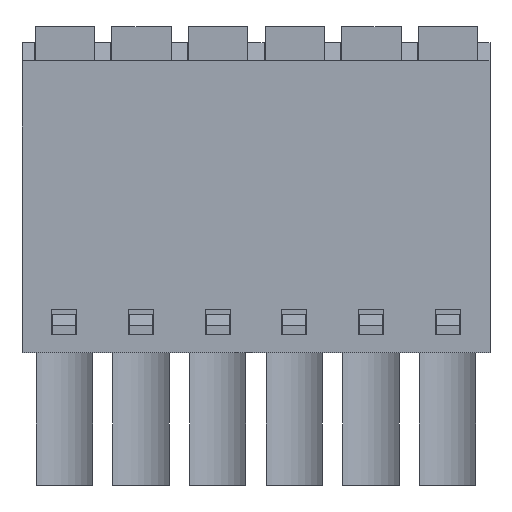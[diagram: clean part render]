
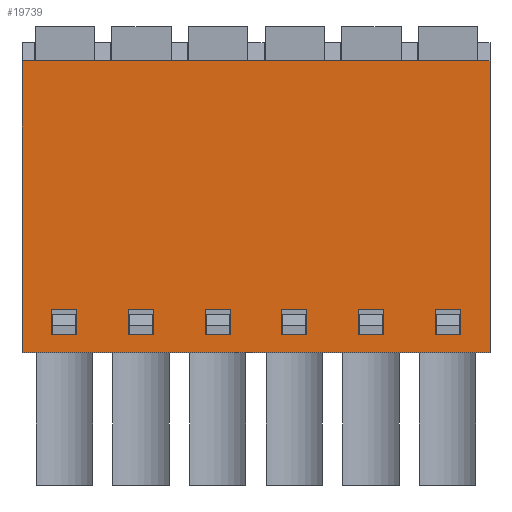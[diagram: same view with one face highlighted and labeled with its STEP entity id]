
A CAD part, front view. The second image highlights one B-rep face of the part: STEP entity #19739.
In plain terms, the highlighted planar face has unit normal (0, -1, 0).
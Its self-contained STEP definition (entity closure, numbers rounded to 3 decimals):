
#471=LINE('',#27758,#2978);
#624=LINE('',#28057,#3131);
#676=LINE('',#28154,#3183);
#860=LINE('',#28565,#3367);
#967=LINE('',#28828,#3474);
#1074=LINE('',#29091,#3581);
#1181=LINE('',#29354,#3688);
#1290=LINE('',#29647,#3797);
#1297=LINE('',#29664,#3804);
#1298=LINE('',#29666,#3805);
#1299=LINE('',#29668,#3806);
#1300=LINE('',#29669,#3807);
#1301=LINE('',#29671,#3808);
#1302=LINE('',#29673,#3809);
#1303=LINE('',#29674,#3810);
#1304=LINE('',#29676,#3811);
#1305=LINE('',#29678,#3812);
#1306=LINE('',#29679,#3813);
#1307=LINE('',#29681,#3814);
#1308=LINE('',#29683,#3815);
#1309=LINE('',#29684,#3816);
#1310=LINE('',#29686,#3817);
#1311=LINE('',#29688,#3818);
#1312=LINE('',#29689,#3819);
#1313=LINE('',#29691,#3820);
#1314=LINE('',#29693,#3821);
#1315=LINE('',#29694,#3822);
#1316=LINE('',#29695,#3823);
#2978=VECTOR('',#22315,1000.);
#3131=VECTOR('',#22482,1000.);
#3183=VECTOR('',#22538,1000.);
#3367=VECTOR('',#22828,1000.);
#3474=VECTOR('',#23041,1000.);
#3581=VECTOR('',#23254,1000.);
#3688=VECTOR('',#23467,1000.);
#3797=VECTOR('',#23690,1000.);
#3804=VECTOR('',#23707,1000.);
#3805=VECTOR('',#23708,1000.);
#3806=VECTOR('',#23709,1000.);
#3807=VECTOR('',#23710,1000.);
#3808=VECTOR('',#23711,1000.);
#3809=VECTOR('',#23712,1000.);
#3810=VECTOR('',#23713,1000.);
#3811=VECTOR('',#23714,1000.);
#3812=VECTOR('',#23715,1000.);
#3813=VECTOR('',#23716,1000.);
#3814=VECTOR('',#23717,1000.);
#3815=VECTOR('',#23718,1000.);
#3816=VECTOR('',#23719,1000.);
#3817=VECTOR('',#23720,1000.);
#3818=VECTOR('',#23721,1000.);
#3819=VECTOR('',#23722,1000.);
#3820=VECTOR('',#23723,1000.);
#3821=VECTOR('',#23724,1000.);
#3822=VECTOR('',#23725,1000.);
#3823=VECTOR('',#23726,1000.);
#6796=ORIENTED_EDGE('',*,*,#11625,.F.);
#6797=ORIENTED_EDGE('',*,*,#12351,.F.);
#6798=ORIENTED_EDGE('',*,*,#12352,.F.);
#6799=ORIENTED_EDGE('',*,*,#12353,.F.);
#6800=ORIENTED_EDGE('',*,*,#11828,.F.);
#6801=ORIENTED_EDGE('',*,*,#12354,.F.);
#6802=ORIENTED_EDGE('',*,*,#12355,.F.);
#6803=ORIENTED_EDGE('',*,*,#12356,.F.);
#6804=ORIENTED_EDGE('',*,*,#11955,.F.);
#6805=ORIENTED_EDGE('',*,*,#12357,.F.);
#6806=ORIENTED_EDGE('',*,*,#12358,.F.);
#6807=ORIENTED_EDGE('',*,*,#12359,.F.);
#6808=ORIENTED_EDGE('',*,*,#12082,.F.);
#6809=ORIENTED_EDGE('',*,*,#12360,.F.);
#6810=ORIENTED_EDGE('',*,*,#12361,.F.);
#6811=ORIENTED_EDGE('',*,*,#12362,.F.);
#6812=ORIENTED_EDGE('',*,*,#12209,.F.);
#6813=ORIENTED_EDGE('',*,*,#12363,.F.);
#6814=ORIENTED_EDGE('',*,*,#12364,.F.);
#6815=ORIENTED_EDGE('',*,*,#12365,.F.);
#6816=ORIENTED_EDGE('',*,*,#12342,.F.);
#6817=ORIENTED_EDGE('',*,*,#12366,.F.);
#6818=ORIENTED_EDGE('',*,*,#12367,.F.);
#6819=ORIENTED_EDGE('',*,*,#12368,.F.);
#6820=ORIENTED_EDGE('',*,*,#12369,.T.);
#6821=ORIENTED_EDGE('',*,*,#11573,.F.);
#6822=ORIENTED_EDGE('',*,*,#12370,.F.);
#6823=ORIENTED_EDGE('',*,*,#11420,.T.);
#11420=EDGE_CURVE('',#14328,#14327,#471,.T.);
#11573=EDGE_CURVE('',#14466,#14467,#624,.T.);
#11625=EDGE_CURVE('',#14509,#14510,#676,.T.);
#11828=EDGE_CURVE('',#14667,#14668,#860,.T.);
#11955=EDGE_CURVE('',#14754,#14755,#967,.T.);
#12082=EDGE_CURVE('',#14841,#14842,#1074,.T.);
#12209=EDGE_CURVE('',#14928,#14929,#1181,.T.);
#12342=EDGE_CURVE('',#15021,#15022,#1290,.T.);
#12351=EDGE_CURVE('',#15027,#14509,#1297,.T.);
#12352=EDGE_CURVE('',#15028,#15027,#1298,.T.);
#12353=EDGE_CURVE('',#14510,#15028,#1299,.T.);
#12354=EDGE_CURVE('',#15029,#14667,#1300,.T.);
#12355=EDGE_CURVE('',#15030,#15029,#1301,.T.);
#12356=EDGE_CURVE('',#14668,#15030,#1302,.T.);
#12357=EDGE_CURVE('',#15031,#14754,#1303,.T.);
#12358=EDGE_CURVE('',#15032,#15031,#1304,.T.);
#12359=EDGE_CURVE('',#14755,#15032,#1305,.T.);
#12360=EDGE_CURVE('',#15033,#14841,#1306,.T.);
#12361=EDGE_CURVE('',#15034,#15033,#1307,.T.);
#12362=EDGE_CURVE('',#14842,#15034,#1308,.T.);
#12363=EDGE_CURVE('',#15035,#14928,#1309,.T.);
#12364=EDGE_CURVE('',#15036,#15035,#1310,.T.);
#12365=EDGE_CURVE('',#14929,#15036,#1311,.T.);
#12366=EDGE_CURVE('',#15037,#15021,#1312,.T.);
#12367=EDGE_CURVE('',#15038,#15037,#1313,.T.);
#12368=EDGE_CURVE('',#15022,#15038,#1314,.T.);
#12369=EDGE_CURVE('',#14327,#14467,#1315,.T.);
#12370=EDGE_CURVE('',#14328,#14466,#1316,.T.);
#14327=VERTEX_POINT('',#27757);
#14328=VERTEX_POINT('',#27759);
#14466=VERTEX_POINT('',#28056);
#14467=VERTEX_POINT('',#28058);
#14509=VERTEX_POINT('',#28153);
#14510=VERTEX_POINT('',#28155);
#14667=VERTEX_POINT('',#28564);
#14668=VERTEX_POINT('',#28566);
#14754=VERTEX_POINT('',#28827);
#14755=VERTEX_POINT('',#28829);
#14841=VERTEX_POINT('',#29090);
#14842=VERTEX_POINT('',#29092);
#14928=VERTEX_POINT('',#29353);
#14929=VERTEX_POINT('',#29355);
#15021=VERTEX_POINT('',#29646);
#15022=VERTEX_POINT('',#29648);
#15027=VERTEX_POINT('',#29665);
#15028=VERTEX_POINT('',#29667);
#15029=VERTEX_POINT('',#29670);
#15030=VERTEX_POINT('',#29672);
#15031=VERTEX_POINT('',#29675);
#15032=VERTEX_POINT('',#29677);
#15033=VERTEX_POINT('',#29680);
#15034=VERTEX_POINT('',#29682);
#15035=VERTEX_POINT('',#29685);
#15036=VERTEX_POINT('',#29687);
#15037=VERTEX_POINT('',#29690);
#15038=VERTEX_POINT('',#29692);
#16751=EDGE_LOOP('',(#6796,#6797,#6798,#6799));
#16752=EDGE_LOOP('',(#6800,#6801,#6802,#6803));
#16753=EDGE_LOOP('',(#6804,#6805,#6806,#6807));
#16754=EDGE_LOOP('',(#6808,#6809,#6810,#6811));
#16755=EDGE_LOOP('',(#6812,#6813,#6814,#6815));
#16756=EDGE_LOOP('',(#6816,#6817,#6818,#6819));
#16757=EDGE_LOOP('',(#6820,#6821,#6822,#6823));
#17830=FACE_BOUND('',#16751,.T.);
#17831=FACE_BOUND('',#16752,.T.);
#17832=FACE_BOUND('',#16753,.T.);
#17833=FACE_BOUND('',#16754,.T.);
#17834=FACE_BOUND('',#16755,.T.);
#17835=FACE_BOUND('',#16756,.T.);
#17836=FACE_BOUND('',#16757,.T.);
#18873=PLANE('',#20937);
#19739=ADVANCED_FACE('',(#17830,#17831,#17832,#17833,#17834,#17835,#17836),
#18873,.F.);
#20937=AXIS2_PLACEMENT_3D('',#29663,#23705,#23706);
#22315=DIRECTION('',(-1.,0.,0.));
#22482=DIRECTION('',(-1.,0.,0.));
#22538=DIRECTION('',(1.,0.,0.));
#22828=DIRECTION('',(1.,0.,0.));
#23041=DIRECTION('',(1.,0.,0.));
#23254=DIRECTION('',(1.,0.,0.));
#23467=DIRECTION('',(1.,0.,0.));
#23690=DIRECTION('',(1.,0.,0.));
#23705=DIRECTION('',(0.,1.,0.));
#23706=DIRECTION('',(0.,0.,1.));
#23707=DIRECTION('',(0.,0.,-1.));
#23708=DIRECTION('',(-1.,0.,0.));
#23709=DIRECTION('',(0.,0.,1.));
#23710=DIRECTION('',(0.,0.,-1.));
#23711=DIRECTION('',(-1.,0.,0.));
#23712=DIRECTION('',(0.,0.,1.));
#23713=DIRECTION('',(0.,0.,-1.));
#23714=DIRECTION('',(-1.,0.,0.));
#23715=DIRECTION('',(0.,0.,1.));
#23716=DIRECTION('',(0.,0.,-1.));
#23717=DIRECTION('',(-1.,0.,0.));
#23718=DIRECTION('',(0.,0.,1.));
#23719=DIRECTION('',(0.,0.,-1.));
#23720=DIRECTION('',(-1.,0.,0.));
#23721=DIRECTION('',(0.,0.,1.));
#23722=DIRECTION('',(0.,0.,-1.));
#23723=DIRECTION('',(-1.,0.,0.));
#23724=DIRECTION('',(0.,0.,1.));
#23725=DIRECTION('',(0.,0.,-1.));
#23726=DIRECTION('',(0.,0.,-1.));
#27757=CARTESIAN_POINT('',(-11.63,-3.9,7.25));
#27758=CARTESIAN_POINT('',(11.63,-3.9,7.25));
#27759=CARTESIAN_POINT('',(11.63,-3.9,7.25));
#28056=CARTESIAN_POINT('',(11.63,-3.9,-7.25));
#28057=CARTESIAN_POINT('',(11.63,-3.9,-7.25));
#28058=CARTESIAN_POINT('',(-11.63,-3.9,-7.25));
#28153=CARTESIAN_POINT('',(-10.15,-3.9,-6.35));
#28154=CARTESIAN_POINT('',(-10.15,-3.9,-6.35));
#28155=CARTESIAN_POINT('',(-8.9,-3.9,-6.35));
#28564=CARTESIAN_POINT('',(-6.34,-3.9,-6.35));
#28565=CARTESIAN_POINT('',(-6.34,-3.9,-6.35));
#28566=CARTESIAN_POINT('',(-5.09,-3.9,-6.35));
#28827=CARTESIAN_POINT('',(-2.53,-3.9,-6.35));
#28828=CARTESIAN_POINT('',(-2.53,-3.9,-6.35));
#28829=CARTESIAN_POINT('',(-1.28,-3.9,-6.35));
#29090=CARTESIAN_POINT('',(1.28,-3.9,-6.35));
#29091=CARTESIAN_POINT('',(1.28,-3.9,-6.35));
#29092=CARTESIAN_POINT('',(2.53,-3.9,-6.35));
#29353=CARTESIAN_POINT('',(5.09,-3.9,-6.35));
#29354=CARTESIAN_POINT('',(5.09,-3.9,-6.35));
#29355=CARTESIAN_POINT('',(6.34,-3.9,-6.35));
#29646=CARTESIAN_POINT('',(8.9,-3.9,-6.35));
#29647=CARTESIAN_POINT('',(8.9,-3.9,-6.35));
#29648=CARTESIAN_POINT('',(10.15,-3.9,-6.35));
#29663=CARTESIAN_POINT('',(11.63,-3.9,7.25));
#29664=CARTESIAN_POINT('',(-10.15,-3.9,-5.1));
#29665=CARTESIAN_POINT('',(-10.15,-3.9,-5.1));
#29666=CARTESIAN_POINT('',(-8.9,-3.9,-5.1));
#29667=CARTESIAN_POINT('',(-8.9,-3.9,-5.1));
#29668=CARTESIAN_POINT('',(-8.9,-3.9,-6.35));
#29669=CARTESIAN_POINT('',(-6.34,-3.9,-5.1));
#29670=CARTESIAN_POINT('',(-6.34,-3.9,-5.1));
#29671=CARTESIAN_POINT('',(-5.09,-3.9,-5.1));
#29672=CARTESIAN_POINT('',(-5.09,-3.9,-5.1));
#29673=CARTESIAN_POINT('',(-5.09,-3.9,-6.35));
#29674=CARTESIAN_POINT('',(-2.53,-3.9,-5.1));
#29675=CARTESIAN_POINT('',(-2.53,-3.9,-5.1));
#29676=CARTESIAN_POINT('',(-1.28,-3.9,-5.1));
#29677=CARTESIAN_POINT('',(-1.28,-3.9,-5.1));
#29678=CARTESIAN_POINT('',(-1.28,-3.9,-6.35));
#29679=CARTESIAN_POINT('',(1.28,-3.9,-5.1));
#29680=CARTESIAN_POINT('',(1.28,-3.9,-5.1));
#29681=CARTESIAN_POINT('',(2.53,-3.9,-5.1));
#29682=CARTESIAN_POINT('',(2.53,-3.9,-5.1));
#29683=CARTESIAN_POINT('',(2.53,-3.9,-6.35));
#29684=CARTESIAN_POINT('',(5.09,-3.9,-5.1));
#29685=CARTESIAN_POINT('',(5.09,-3.9,-5.1));
#29686=CARTESIAN_POINT('',(6.34,-3.9,-5.1));
#29687=CARTESIAN_POINT('',(6.34,-3.9,-5.1));
#29688=CARTESIAN_POINT('',(6.34,-3.9,-6.35));
#29689=CARTESIAN_POINT('',(8.9,-3.9,-5.1));
#29690=CARTESIAN_POINT('',(8.9,-3.9,-5.1));
#29691=CARTESIAN_POINT('',(10.15,-3.9,-5.1));
#29692=CARTESIAN_POINT('',(10.15,-3.9,-5.1));
#29693=CARTESIAN_POINT('',(10.15,-3.9,-6.35));
#29694=CARTESIAN_POINT('',(-11.63,-3.9,7.25));
#29695=CARTESIAN_POINT('',(11.63,-3.9,7.25));
